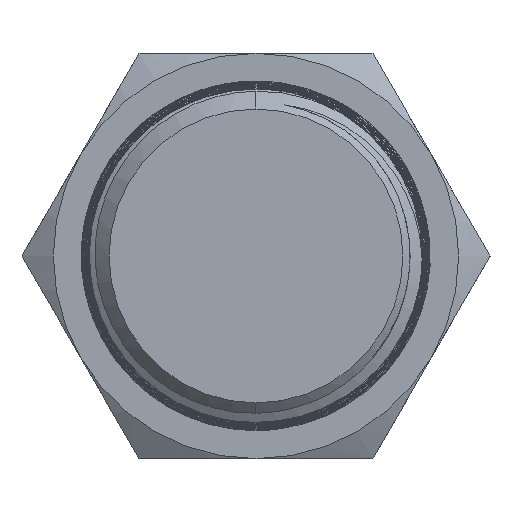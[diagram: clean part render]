
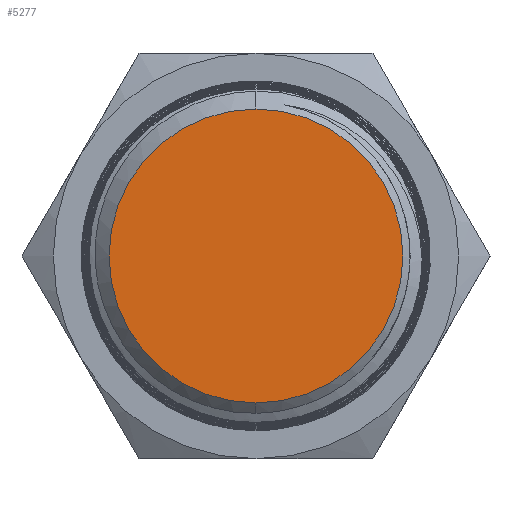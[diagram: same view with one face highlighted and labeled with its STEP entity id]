
A CAD part, left-side view. The second image highlights one B-rep face of the part: STEP entity #5277.
In plain terms, the highlighted planar face has unit normal (-1, 0, 0).
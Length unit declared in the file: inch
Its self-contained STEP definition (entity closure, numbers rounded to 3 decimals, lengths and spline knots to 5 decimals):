
#777 = ORIENTED_EDGE ( 'NONE', *, *, #8281, .T. ) ;
#2112 = DIRECTION ( 'NONE',  ( 1., 0., 0. ) ) ;
#2762 = AXIS2_PLACEMENT_3D ( 'NONE', #5804, #11278, #2982 ) ;
#2982 = DIRECTION ( 'NONE',  ( 0., 0., 1. ) ) ;
#3062 = DIRECTION ( 'NONE',  ( 0., 0., -1. ) ) ;
#3191 = CARTESIAN_POINT ( 'NONE',  ( 0., 0., -0.45315 ) ) ;
#3605 = CARTESIAN_POINT ( 'NONE',  ( 0., 0., 0. ) ) ;
#4320 = VERTEX_POINT ( 'NONE', #3191 ) ;
#4505 = DIRECTION ( 'NONE',  ( 0., 0., 1. ) ) ;
#5277 = ADVANCED_FACE ( 'NONE', ( #10550 ), #9319, .F. ) ;
#5346 = EDGE_CURVE ( 'NONE', #10319, #4320, #6291, .T. ) ;
#5804 = CARTESIAN_POINT ( 'NONE',  ( 0., 0., 0. ) ) ;
#6131 = CIRCLE ( 'NONE', #6811, 0.45315 ) ;
#6291 = CIRCLE ( 'NONE', #2762, 0.45315 ) ;
#6763 = CARTESIAN_POINT ( 'NONE',  ( 0., 0., 0.45315 ) ) ;
#6811 = AXIS2_PLACEMENT_3D ( 'NONE', #3605, #9973, #4505 ) ;
#7560 = CARTESIAN_POINT ( 'NONE',  ( 0., 0., 0. ) ) ;
#8281 = EDGE_CURVE ( 'NONE', #4320, #10319, #6131, .T. ) ;
#8735 = ORIENTED_EDGE ( 'NONE', *, *, #5346, .T. ) ;
#9319 = PLANE ( 'NONE',  #11290 ) ;
#9973 = DIRECTION ( 'NONE',  ( -1., 0., 0. ) ) ;
#10319 = VERTEX_POINT ( 'NONE', #6763 ) ;
#10550 = FACE_OUTER_BOUND ( 'NONE', #10743, .T. ) ;
#10743 = EDGE_LOOP ( 'NONE', ( #777, #8735 ) ) ;
#11278 = DIRECTION ( 'NONE',  ( -1., 0., 0. ) ) ;
#11290 = AXIS2_PLACEMENT_3D ( 'NONE', #7560, #2112, #3062 ) ;
